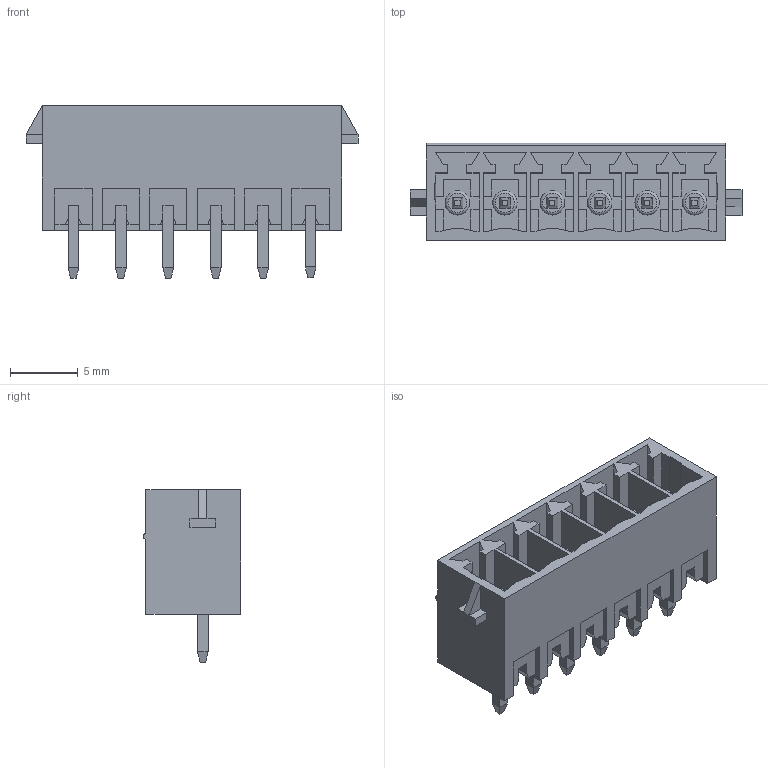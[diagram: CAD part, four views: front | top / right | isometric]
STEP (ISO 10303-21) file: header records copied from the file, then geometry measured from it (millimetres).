
FILE_DESCRIPTION( ( 'Unknown' ), '1' );
FILE_NAME( '691305130006.stp', 'Unknown', ( 'Unknown' ), ( 'Unknown' ), 'PSStep 18.0.17', 'Unknown', ' ' );
FILE_SCHEMA( ( 'AUTOMOTIVE_DESIGN { 1 0 10303 214 1 1 1 1 }' ) );
Length unit declared in the file: millimetre
Products named in the file (3): Assem1; 6913051300xx_PIN; 691305130006
Assembly tree (7 placements, depth 2):
  Assem1
    6913051300xx_PIN  x6
    691305130006
Bounding box: 24.5 x 7.2 x 12.75 mm (x, y, z)
Volume: 660.5 mm3; surface area: 2252.9 mm2
Topology: 7 solids, 7 shells, 374 faces, 1006 edges, 652 vertices
Faces by surface type: plane 355, cylinder 13, torus 6
Full cylindrical faces by diameter (mm): 1.8 x6
Entity records: 12142 total; most frequent: CARTESIAN_POINT 1726, ORIENTED_EDGE 1696, DIRECTION 1516, EDGE_CURVE 848, LINE 804, VECTOR 804, VERTEX_POINT 566, AXIS2_PLACEMENT_3D 356
